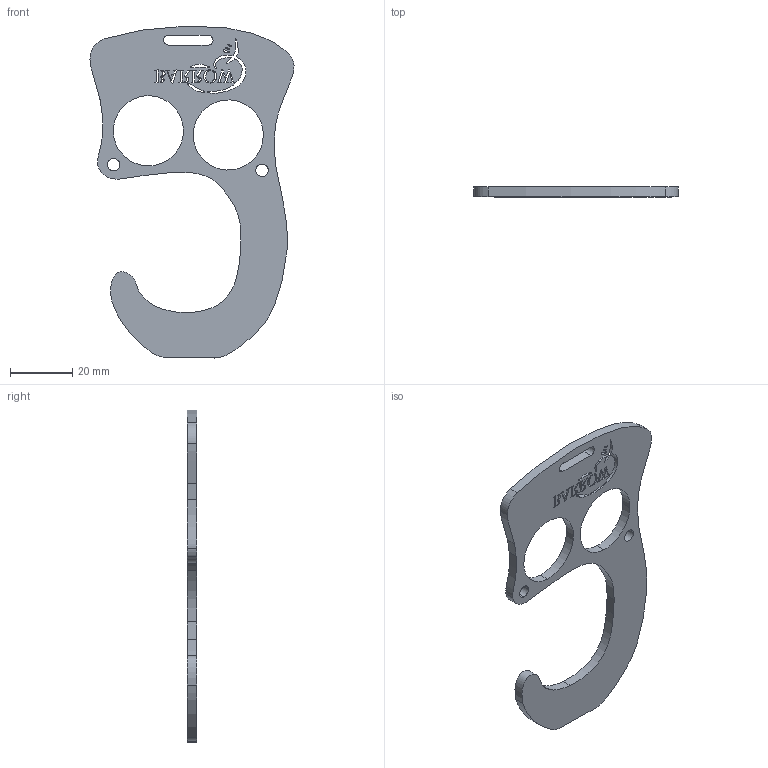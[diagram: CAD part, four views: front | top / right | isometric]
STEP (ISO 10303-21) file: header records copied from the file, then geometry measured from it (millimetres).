
FILE_DESCRIPTION (( 'STEP AP214' ), '1' );
FILE_NAME ('COVID Claw.STEP', '2020-04-02T18:27:04', ( '' ), ( '' ), 'SwSTEP 2.0', 'SolidWorks 2020', '' );
FILE_SCHEMA (( 'AUTOMOTIVE_DESIGN' ));
Length unit declared in the file: millimetre
Products named in the file (1): COVID Claw
Bounding box: 65.47 x 3.17 x 106.55 mm (x, y, z)
Volume: 10044.4 mm3; surface area: 9042.3 mm2
Topology: 1 solids, 1 shells, 199 faces, 591 edges, 394 vertices
Faces by surface type: bspline 153, plane 40, cylinder 6
Entity records: 7621 total; most frequent: CARTESIAN_POINT 3230, ORIENTED_EDGE 1182, EDGE_CURVE 591, VERTEX_POINT 394, DIRECTION 391, B_SPLINE_CURVE_WITH_KNOTS 306, LINE 273, VECTOR 273
